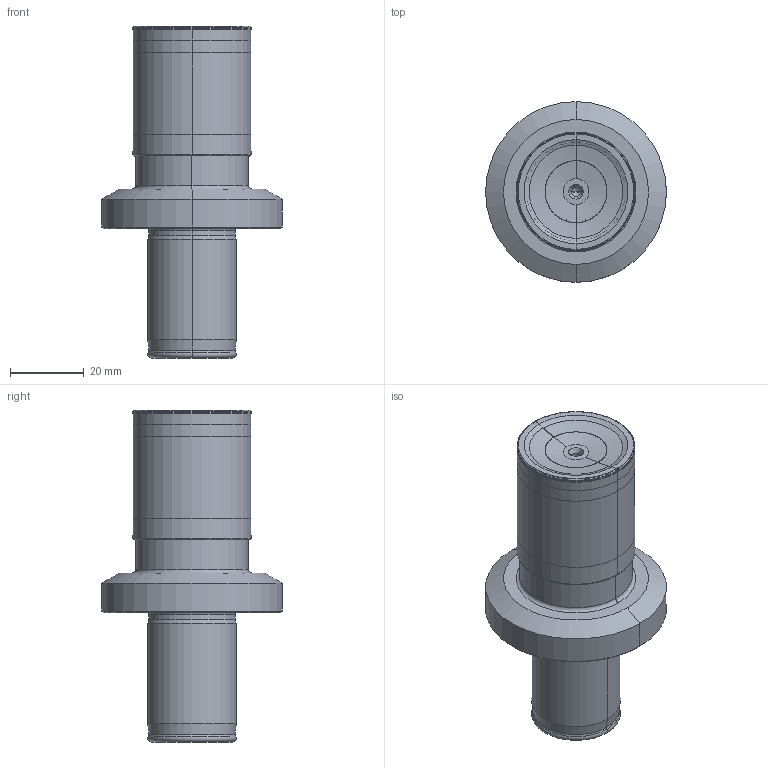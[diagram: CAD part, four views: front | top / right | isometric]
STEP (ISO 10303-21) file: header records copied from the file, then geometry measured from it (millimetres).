
FILE_DESCRIPTION((''),'2;1');
FILE_NAME('22J3C032035Z4R00__ASM','2009-09-07T',('arcalean_pc'),(''),'PRO/ENGINEER BY PARAMETRIC TECHNOLOGY CORPORATION, 2007460','PRO/ENGINEER BY PARAMETRIC TECHNOLOGY CORPORATION, 2007460','');
FILE_SCHEMA(('CONFIG_CONTROL_DESIGN'));
Length unit declared in the file: millimetre
Products named in the file (3): 22J3C032035Z4R00_HSG; SCHNEIDE; 22J3C032035Z4R00__ASM
Assembly tree (2 placements, depth 2):
  22J3C032035Z4R00__ASM
    22J3C032035Z4R00_HSG
    SCHNEIDE
Bounding box: 49 x 49 x 90 mm (x, y, z)
Volume: 66453.2 mm3; surface area: 18352.1 mm2
Topology: 1 solids, 2 shells, 89 faces, 180 edges, 94 vertices
Faces by surface type: revolution 44, cone 16, cylinder 14, torus 10, plane 5
Entity records: 5011 total; most frequent: CARTESIAN_POINT 3110, DIRECTION 374, ORIENTED_EDGE 352, EDGE_CURVE 176, AXIS2_PLACEMENT_3D 150, CIRCLE 100, VERTEX_POINT 94, EDGE_LOOP 94
